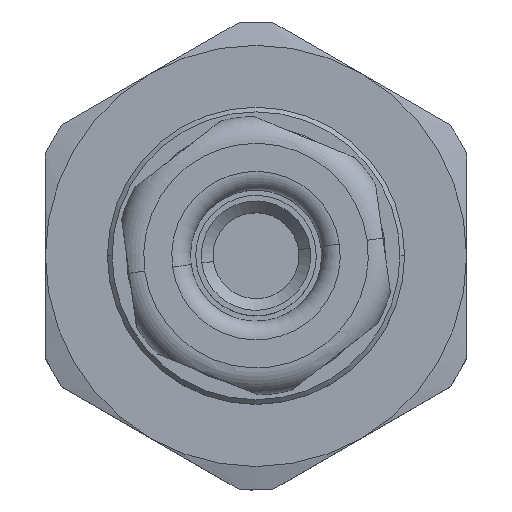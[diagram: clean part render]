
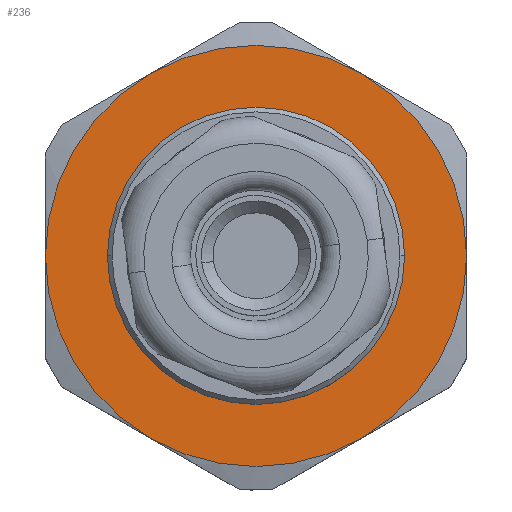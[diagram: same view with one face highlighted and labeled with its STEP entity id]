
A CAD part, top view. The second image highlights one B-rep face of the part: STEP entity #236.
In plain terms, the highlighted planar face has unit normal (0, 0, 1).
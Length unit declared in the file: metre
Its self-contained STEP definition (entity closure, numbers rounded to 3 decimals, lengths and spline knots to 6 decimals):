
#119 = CIRCLE ( 'NONE', #187, 0.00635 ) ;
#137 = EDGE_LOOP ( 'NONE', ( #1903, #6372, #8069, #1459, #3681, #3062 ) ) ;
#183 = EDGE_CURVE ( 'NONE', #5351, #970, #843, .T. ) ;
#187 = AXIS2_PLACEMENT_3D ( 'NONE', #8704, #7884, #1752 ) ;
#216 = AXIS2_PLACEMENT_3D ( 'NONE', #4952, #1601, #7667 ) ;
#228 = EDGE_CURVE ( 'NONE', #970, #5351, #119, .T. ) ;
#236 = ADVANCED_FACE ( 'NONE', ( #2427, #2183 ), #2816, .T. ) ;
#275 = CARTESIAN_POINT ( 'NONE',  ( -0.0045, 0.007794, 0. ) ) ;
#285 = DIRECTION ( 'NONE',  ( -1., 0., 0. ) ) ;
#292 = VERTEX_POINT ( 'NONE', #7029 ) ;
#420 = CARTESIAN_POINT ( 'NONE',  ( 0.009, 0., 0. ) ) ;
#680 = CARTESIAN_POINT ( 'NONE',  ( -0.0045, -0.007794, 0. ) ) ;
#843 = CIRCLE ( 'NONE', #8258, 0.00635 ) ;
#970 = VERTEX_POINT ( 'NONE', #2383 ) ;
#1132 = CIRCLE ( 'NONE', #216, 0.009 ) ;
#1459 = ORIENTED_EDGE ( 'NONE', *, *, #2968, .F. ) ;
#1601 = DIRECTION ( 'NONE',  ( 0., 0., -1. ) ) ;
#1752 = DIRECTION ( 'NONE',  ( -1., 0., 0. ) ) ;
#1781 = DIRECTION ( 'NONE',  ( 0., 0., -1. ) ) ;
#1785 = CIRCLE ( 'NONE', #4831, 0.009 ) ;
#1903 = ORIENTED_EDGE ( 'NONE', *, *, #8656, .F. ) ;
#1933 = DIRECTION ( 'NONE',  ( 1., 0., 0. ) ) ;
#2183 = FACE_OUTER_BOUND ( 'NONE', #137, .T. ) ;
#2264 = AXIS2_PLACEMENT_3D ( 'NONE', #8602, #6423, #1933 ) ;
#2383 = CARTESIAN_POINT ( 'NONE',  ( -0.00635, 0., 0. ) ) ;
#2427 = FACE_BOUND ( 'NONE', #7054, .T. ) ;
#2782 = ORIENTED_EDGE ( 'NONE', *, *, #183, .T. ) ;
#2816 = PLANE ( 'NONE',  #2264 ) ;
#2930 = CARTESIAN_POINT ( 'NONE',  ( -0.009, 0., 0. ) ) ;
#2968 = EDGE_CURVE ( 'NONE', #3908, #9450, #1785, .T. ) ;
#3062 = ORIENTED_EDGE ( 'NONE', *, *, #8707, .F. ) ;
#3074 = AXIS2_PLACEMENT_3D ( 'NONE', #3956, #9493, #4746 ) ;
#3238 = DIRECTION ( 'NONE',  ( 0., 0., -1. ) ) ;
#3286 = VERTEX_POINT ( 'NONE', #680 ) ;
#3468 = CARTESIAN_POINT ( 'NONE',  ( 0., 0., 0. ) ) ;
#3681 = ORIENTED_EDGE ( 'NONE', *, *, #9913, .F. ) ;
#3908 = VERTEX_POINT ( 'NONE', #420 ) ;
#3956 = CARTESIAN_POINT ( 'NONE',  ( 0., 0., 0. ) ) ;
#4003 = CARTESIAN_POINT ( 'NONE',  ( 0., 0., 0. ) ) ;
#4132 = DIRECTION ( 'NONE',  ( -1., 0., 0. ) ) ;
#4246 = DIRECTION ( 'NONE',  ( -1., 0., 0. ) ) ;
#4281 = CIRCLE ( 'NONE', #5162, 0.009 ) ;
#4290 = VERTEX_POINT ( 'NONE', #275 ) ;
#4524 = CIRCLE ( 'NONE', #3074, 0.009 ) ;
#4746 = DIRECTION ( 'NONE',  ( -1., 0., 0. ) ) ;
#4791 = DIRECTION ( 'NONE',  ( -1., 0., 0. ) ) ;
#4831 = AXIS2_PLACEMENT_3D ( 'NONE', #4003, #9537, #4791 ) ;
#4859 = ORIENTED_EDGE ( 'NONE', *, *, #228, .T. ) ;
#4952 = CARTESIAN_POINT ( 'NONE',  ( 0., 0., 0. ) ) ;
#4954 = DIRECTION ( 'NONE',  ( 0., 0., -1. ) ) ;
#5162 = AXIS2_PLACEMENT_3D ( 'NONE', #7949, #3238, #8756 ) ;
#5166 = CARTESIAN_POINT ( 'NONE',  ( 0.00635, 0., 0. ) ) ;
#5351 = VERTEX_POINT ( 'NONE', #5166 ) ;
#5729 = EDGE_CURVE ( 'NONE', #9450, #3286, #1132, .T. ) ;
#5766 = AXIS2_PLACEMENT_3D ( 'NONE', #9697, #4954, #285 ) ;
#5896 = CARTESIAN_POINT ( 'NONE',  ( 0.0045, -0.007794, 0. ) ) ;
#6372 = ORIENTED_EDGE ( 'NONE', *, *, #7446, .F. ) ;
#6423 = DIRECTION ( 'NONE',  ( 0., 0., 1. ) ) ;
#6599 = VERTEX_POINT ( 'NONE', #2930 ) ;
#7029 = CARTESIAN_POINT ( 'NONE',  ( 0.0045, 0.007794, 0. ) ) ;
#7054 = EDGE_LOOP ( 'NONE', ( #4859, #2782 ) ) ;
#7142 = CIRCLE ( 'NONE', #7395, 0.009 ) ;
#7395 = AXIS2_PLACEMENT_3D ( 'NONE', #3468, #8986, #4246 ) ;
#7446 = EDGE_CURVE ( 'NONE', #3286, #6599, #7142, .T. ) ;
#7667 = DIRECTION ( 'NONE',  ( -1., 0., 0. ) ) ;
#7884 = DIRECTION ( 'NONE',  ( 0., 0., -1. ) ) ;
#7949 = CARTESIAN_POINT ( 'NONE',  ( 0., 0., 0. ) ) ;
#8069 = ORIENTED_EDGE ( 'NONE', *, *, #5729, .F. ) ;
#8214 = CARTESIAN_POINT ( 'NONE',  ( 0., 0., 0. ) ) ;
#8258 = AXIS2_PLACEMENT_3D ( 'NONE', #8214, #1781, #4132 ) ;
#8328 = CIRCLE ( 'NONE', #5766, 0.009 ) ;
#8602 = CARTESIAN_POINT ( 'NONE',  ( 0., 0.009, 0. ) ) ;
#8656 = EDGE_CURVE ( 'NONE', #6599, #4290, #4524, .T. ) ;
#8704 = CARTESIAN_POINT ( 'NONE',  ( 0., 0., 0. ) ) ;
#8707 = EDGE_CURVE ( 'NONE', #4290, #292, #4281, .T. ) ;
#8756 = DIRECTION ( 'NONE',  ( -1., 0., 0. ) ) ;
#8986 = DIRECTION ( 'NONE',  ( 0., 0., -1. ) ) ;
#9450 = VERTEX_POINT ( 'NONE', #5896 ) ;
#9493 = DIRECTION ( 'NONE',  ( 0., 0., -1. ) ) ;
#9537 = DIRECTION ( 'NONE',  ( 0., 0., -1. ) ) ;
#9697 = CARTESIAN_POINT ( 'NONE',  ( 0., 0., 0. ) ) ;
#9913 = EDGE_CURVE ( 'NONE', #292, #3908, #8328, .T. ) ;
